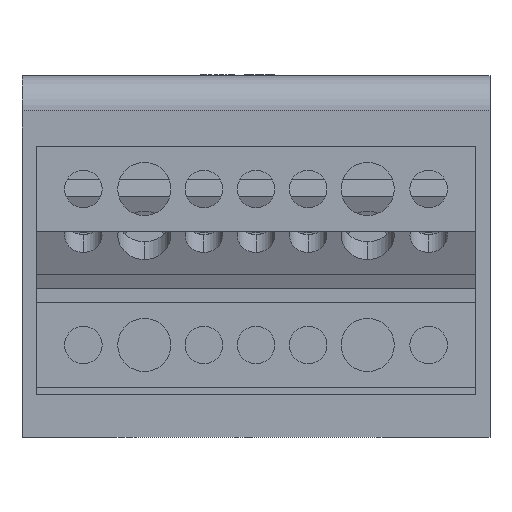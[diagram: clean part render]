
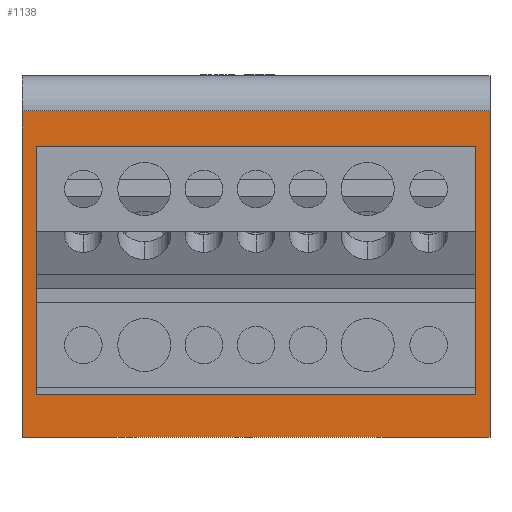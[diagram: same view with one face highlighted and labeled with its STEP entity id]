
A CAD part, front view. The second image highlights one B-rep face of the part: STEP entity #1138.
In plain terms, the highlighted planar face has unit normal (0, -1, 0).
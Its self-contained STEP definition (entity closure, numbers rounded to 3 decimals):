
#23 = DIRECTION ( 'NONE',  ( -1., 0., 0. ) ) ;
#73 = CARTESIAN_POINT ( 'NONE',  ( -31., -42.5, 41. ) ) ;
#289 = LINE ( 'NONE', #2976, #8758 ) ;
#420 = VECTOR ( 'NONE', #1598, 1000. ) ;
#459 = DIRECTION ( 'NONE',  ( 0., 0., -1. ) ) ;
#906 = DIRECTION ( 'NONE',  ( 0., 0., -1. ) ) ;
#927 = DIRECTION ( 'NONE',  ( 0., 0., -1. ) ) ;
#1009 = CARTESIAN_POINT ( 'NONE',  ( 31., -42.5, 41. ) ) ;
#1129 = ORIENTED_EDGE ( 'NONE', *, *, #7671, .F. ) ;
#1138 = ADVANCED_FACE ( 'NONE', ( #4277, #6212 ), #2929, .F. ) ;
#1196 = VERTEX_POINT ( 'NONE', #9569 ) ;
#1397 = CARTESIAN_POINT ( 'NONE',  ( -31., -42.5, 6. ) ) ;
#1464 = VERTEX_POINT ( 'NONE', #9310 ) ;
#1598 = DIRECTION ( 'NONE',  ( 1., 0., 0. ) ) ;
#1847 = VECTOR ( 'NONE', #906, 1000. ) ;
#2413 = DIRECTION ( 'NONE',  ( -1., 0., 0. ) ) ;
#2615 = VECTOR ( 'NONE', #927, 1000. ) ;
#2831 = CARTESIAN_POINT ( 'NONE',  ( 31., -42.5, 41. ) ) ;
#2864 = LINE ( 'NONE', #5038, #2615 ) ;
#2929 = PLANE ( 'NONE',  #4138 ) ;
#2945 = CARTESIAN_POINT ( 'NONE',  ( 33., -42.5, 46. ) ) ;
#2976 = CARTESIAN_POINT ( 'NONE',  ( -33., -42.5, 0. ) ) ;
#3004 = LINE ( 'NONE', #2831, #4961 ) ;
#3378 = VERTEX_POINT ( 'NONE', #2945 ) ;
#3417 = DIRECTION ( 'NONE',  ( 1., 0., 0. ) ) ;
#3633 = LINE ( 'NONE', #8153, #6097 ) ;
#3939 = ORIENTED_EDGE ( 'NONE', *, *, #7953, .F. ) ;
#4138 = AXIS2_PLACEMENT_3D ( 'NONE', #8657, #4590, #10267 ) ;
#4277 = FACE_BOUND ( 'NONE', #8135, .T. ) ;
#4590 = DIRECTION ( 'NONE',  ( 0., 1., 0. ) ) ;
#4693 = LINE ( 'NONE', #9022, #8771 ) ;
#4961 = VECTOR ( 'NONE', #9360, 1000. ) ;
#5038 = CARTESIAN_POINT ( 'NONE',  ( 33., -42.5, 0. ) ) ;
#5082 = LINE ( 'NONE', #8168, #420 ) ;
#5467 = VERTEX_POINT ( 'NONE', #9414 ) ;
#5501 = ORIENTED_EDGE ( 'NONE', *, *, #8172, .F. ) ;
#6097 = VECTOR ( 'NONE', #2413, 1000. ) ;
#6212 = FACE_OUTER_BOUND ( 'NONE', #6495, .T. ) ;
#6359 = VERTEX_POINT ( 'NONE', #10216 ) ;
#6495 = EDGE_LOOP ( 'NONE', ( #6913, #5501, #10291, #10176 ) ) ;
#6913 = ORIENTED_EDGE ( 'NONE', *, *, #8036, .T. ) ;
#7006 = VERTEX_POINT ( 'NONE', #1009 ) ;
#7416 = EDGE_CURVE ( 'NONE', #3378, #5467, #4693, .T. ) ;
#7560 = CARTESIAN_POINT ( 'NONE',  ( -126.477, -42.5, 41. ) ) ;
#7671 = EDGE_CURVE ( 'NONE', #9892, #1464, #5082, .T. ) ;
#7741 = EDGE_CURVE ( 'NONE', #9639, #9892, #8895, .T. ) ;
#7812 = EDGE_CURVE ( 'NONE', #9639, #7006, #10014, .T. ) ;
#7894 = VECTOR ( 'NONE', #3417, 1000. ) ;
#7953 = EDGE_CURVE ( 'NONE', #1464, #7006, #3004, .T. ) ;
#8036 = EDGE_CURVE ( 'NONE', #5467, #6359, #289, .T. ) ;
#8135 = EDGE_LOOP ( 'NONE', ( #1129, #9718, #9920, #3939 ) ) ;
#8153 = CARTESIAN_POINT ( 'NONE',  ( 33., -42.5, 0. ) ) ;
#8168 = CARTESIAN_POINT ( 'NONE',  ( -126.477, -42.5, 6. ) ) ;
#8172 = EDGE_CURVE ( 'NONE', #1196, #6359, #3633, .T. ) ;
#8288 = EDGE_CURVE ( 'NONE', #3378, #1196, #2864, .T. ) ;
#8657 = CARTESIAN_POINT ( 'NONE',  ( 33., -42.5, 0. ) ) ;
#8758 = VECTOR ( 'NONE', #459, 1000. ) ;
#8771 = VECTOR ( 'NONE', #23, 1000. ) ;
#8895 = LINE ( 'NONE', #73, #1847 ) ;
#9022 = CARTESIAN_POINT ( 'NONE',  ( 33., -42.5, 46. ) ) ;
#9166 = CARTESIAN_POINT ( 'NONE',  ( -31., -42.5, 41. ) ) ;
#9310 = CARTESIAN_POINT ( 'NONE',  ( 31., -42.5, 6. ) ) ;
#9360 = DIRECTION ( 'NONE',  ( 0., 0., 1. ) ) ;
#9414 = CARTESIAN_POINT ( 'NONE',  ( -33., -42.5, 46. ) ) ;
#9569 = CARTESIAN_POINT ( 'NONE',  ( 33., -42.5, 0. ) ) ;
#9639 = VERTEX_POINT ( 'NONE', #9166 ) ;
#9718 = ORIENTED_EDGE ( 'NONE', *, *, #7741, .F. ) ;
#9892 = VERTEX_POINT ( 'NONE', #1397 ) ;
#9920 = ORIENTED_EDGE ( 'NONE', *, *, #7812, .T. ) ;
#10014 = LINE ( 'NONE', #7560, #7894 ) ;
#10176 = ORIENTED_EDGE ( 'NONE', *, *, #7416, .T. ) ;
#10216 = CARTESIAN_POINT ( 'NONE',  ( -33., -42.5, 0. ) ) ;
#10267 = DIRECTION ( 'NONE',  ( 0., 0., 1. ) ) ;
#10291 = ORIENTED_EDGE ( 'NONE', *, *, #8288, .F. ) ;
